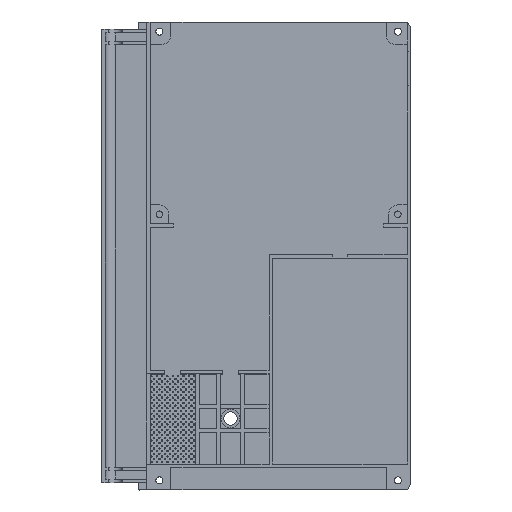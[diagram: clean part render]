
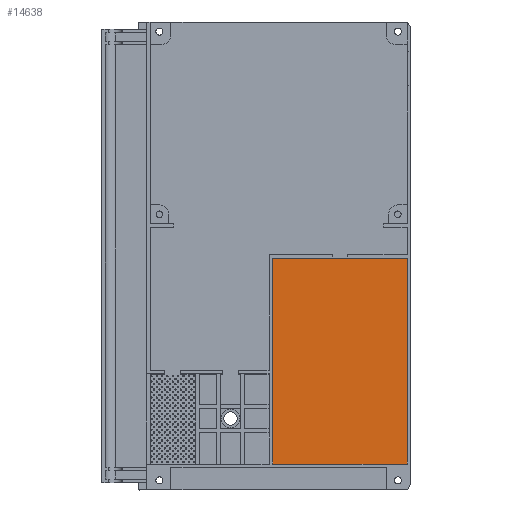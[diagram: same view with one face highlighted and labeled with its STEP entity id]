
A CAD part, top view. The second image highlights one B-rep face of the part: STEP entity #14638.
In plain terms, the highlighted planar face has unit normal (0, 0, 1).
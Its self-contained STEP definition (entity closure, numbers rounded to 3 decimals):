
#3014=DIRECTION('',(1.,0.,0.));
#3015=VECTOR('',#3014,60.4);
#3016=CARTESIAN_POINT('',(2.3,-91.48,-10.8));
#3017=LINE('',#3016,#3015);
#3018=DIRECTION('',(0.,-1.,0.));
#3019=VECTOR('',#3018,92.4);
#3020=CARTESIAN_POINT('',(2.3,0.92,-10.8));
#3021=LINE('',#3020,#3019);
#3022=DIRECTION('',(-1.,0.,0.));
#3023=VECTOR('',#3022,60.4);
#3024=CARTESIAN_POINT('',(62.7,0.92,-10.8));
#3025=LINE('',#3024,#3023);
#3026=DIRECTION('',(0.,1.,0.));
#3027=VECTOR('',#3026,92.4);
#3028=CARTESIAN_POINT('',(62.7,-91.48,-10.8));
#3029=LINE('',#3028,#3027);
#12389=CARTESIAN_POINT('',(2.3,-91.48,-10.8));
#12390=CARTESIAN_POINT('',(62.7,-91.48,-10.8));
#12391=VERTEX_POINT('',#12389);
#12392=VERTEX_POINT('',#12390);
#12393=CARTESIAN_POINT('',(62.7,0.92,-10.8));
#12394=VERTEX_POINT('',#12393);
#12395=CARTESIAN_POINT('',(2.3,0.92,-10.8));
#12396=VERTEX_POINT('',#12395);
#14625=CARTESIAN_POINT('',(0.,0.,-10.8));
#14626=DIRECTION('',(0.,0.,1.));
#14627=DIRECTION('',(1.,0.,0.));
#14628=AXIS2_PLACEMENT_3D('',#14625,#14626,#14627);
#14629=PLANE('',#14628);
#14631=ORIENTED_EDGE('',*,*,#14630,.F.);
#14633=ORIENTED_EDGE('',*,*,#14632,.F.);
#14634=ORIENTED_EDGE('',*,*,#14609,.F.);
#14635=ORIENTED_EDGE('',*,*,#14517,.F.);
#14636=EDGE_LOOP('',(#14631,#14633,#14634,#14635));
#14637=FACE_OUTER_BOUND('',#14636,.F.);
#14517=EDGE_CURVE('',#12392,#12394,#3029,.T.);
#14609=EDGE_CURVE('',#12394,#12396,#3025,.T.);
#14630=EDGE_CURVE('',#12391,#12392,#3017,.T.);
#14632=EDGE_CURVE('',#12396,#12391,#3021,.T.);
#14638=ADVANCED_FACE('',(#14637),#14629,.T.);
